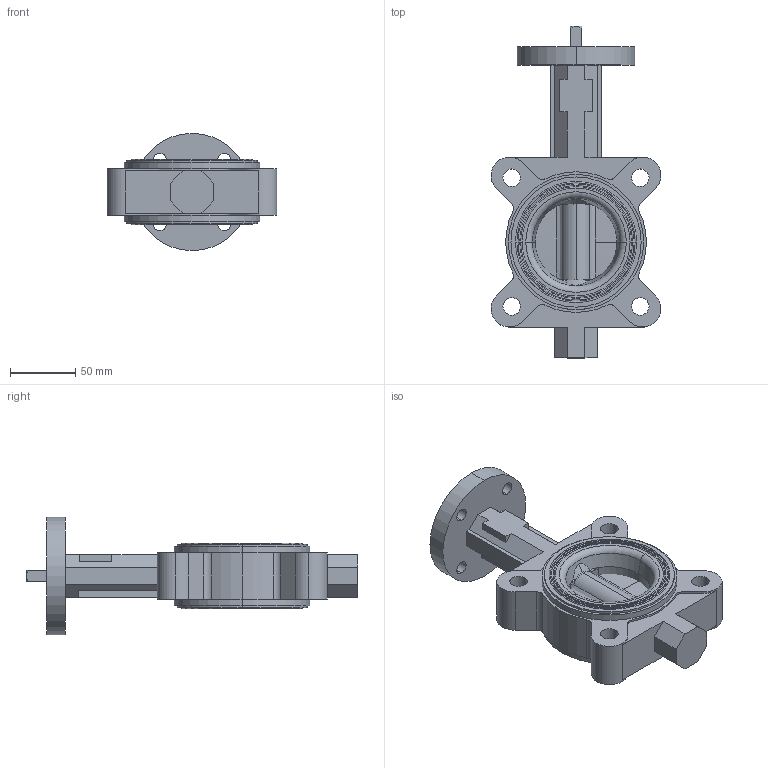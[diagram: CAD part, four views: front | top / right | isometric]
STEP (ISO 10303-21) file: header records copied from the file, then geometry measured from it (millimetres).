
FILE_DESCRIPTION (( 'STEP AP214' ), '1' );
FILE_NAME ('NS-0250-LUG.step', '2019-03-07T20:47:07', ( '' ), ( '' ), 'SwSTEP 2.0', 'SolidWorks 2019', '' );
FILE_SCHEMA (( 'AUTOMOTIVE_DESIGN' ));
Length unit declared in the file: inch
Products named in the file (1): NS-0250-LUG
Bounding box: 130.48 x 255 x 90 mm (x, y, z)
Surface area: 99178.4 mm2 (no closed solid volume)
Topology: 0 solids, 6 shells, 199 faces, 561 edges, 372 vertices
Faces by surface type: cylinder 79, plane 66, bspline 20, cone 18, torus 16
Entity records: 12238 total; most frequent: CARTESIAN_POINT 4503, DIRECTION 1073, ORIENTED_EDGE 1046, EDGE_CURVE 561, AXIS2_PLACEMENT_3D 418, VERTEX_POINT 372, CIRCLE 238, LINE 237
